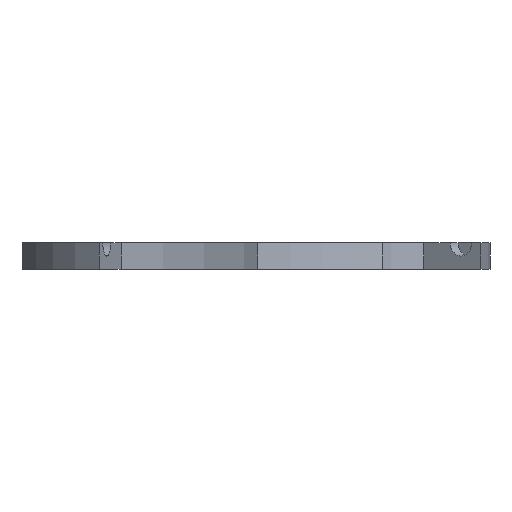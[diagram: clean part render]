
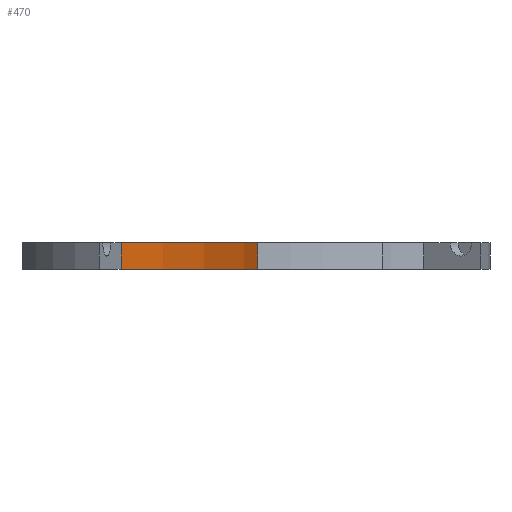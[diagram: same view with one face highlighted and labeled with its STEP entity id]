
A CAD part, left-side view. The second image highlights one B-rep face of the part: STEP entity #470.
In plain terms, the highlighted cylindrical face has radius 31.08 mm (diameter 62.16 mm), a partial arc.
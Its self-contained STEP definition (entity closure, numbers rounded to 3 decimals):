
#16 = CARTESIAN_POINT ( 'NONE',  ( -19.805, -3.554, 3. ) ) ;
#180 = VERTEX_POINT ( 'NONE', #417 ) ;
#213 = EDGE_LOOP ( 'NONE', ( #341, #2089, #1763, #812 ) ) ;
#249 = CARTESIAN_POINT ( 'NONE',  ( -45.014, 14.626, 3. ) ) ;
#288 = EDGE_CURVE ( 'NONE', #180, #1704, #1185, .T. ) ;
#341 = ORIENTED_EDGE ( 'NONE', *, *, #288, .T. ) ;
#344 = CARTESIAN_POINT ( 'NONE',  ( -45.014, 14.626, 3. ) ) ;
#390 = CYLINDRICAL_SURFACE ( 'NONE', #1493, 31.08 ) ;
#417 = CARTESIAN_POINT ( 'NONE',  ( -13.934, 14.516, 0. ) ) ;
#460 = DIRECTION ( 'NONE',  ( 0., 0., -1. ) ) ;
#470 = ADVANCED_FACE ( 'NONE', ( #2051 ), #390, .F. ) ;
#481 = EDGE_CURVE ( 'NONE', #685, #1704, #1680, .T. ) ;
#685 = VERTEX_POINT ( 'NONE', #880 ) ;
#763 = DIRECTION ( 'NONE',  ( 0., 0., -1. ) ) ;
#807 = DIRECTION ( 'NONE',  ( 1., 0., 0. ) ) ;
#812 = ORIENTED_EDGE ( 'NONE', *, *, #928, .T. ) ;
#821 = LINE ( 'NONE', #1215, #1933 ) ;
#880 = CARTESIAN_POINT ( 'NONE',  ( -19.805, -3.554, 3. ) ) ;
#928 = EDGE_CURVE ( 'NONE', #1562, #180, #821, .T. ) ;
#986 = CARTESIAN_POINT ( 'NONE',  ( -45.014, 14.626, 0. ) ) ;
#990 = DIRECTION ( 'NONE',  ( 0., 0., -1. ) ) ;
#1120 = DIRECTION ( 'NONE',  ( -1., 0., 0. ) ) ;
#1185 = CIRCLE ( 'NONE', #1800, 31.08 ) ;
#1212 = DIRECTION ( 'NONE',  ( 1., 0., 0. ) ) ;
#1215 = CARTESIAN_POINT ( 'NONE',  ( -13.934, 14.516, 3. ) ) ;
#1319 = EDGE_CURVE ( 'NONE', #1562, #685, #2411, .T. ) ;
#1477 = DIRECTION ( 'NONE',  ( 0., 0., -1. ) ) ;
#1493 = AXIS2_PLACEMENT_3D ( 'NONE', #344, #1477, #1120 ) ;
#1562 = VERTEX_POINT ( 'NONE', #1871 ) ;
#1616 = VECTOR ( 'NONE', #763, 1000. ) ;
#1680 = LINE ( 'NONE', #16, #1616 ) ;
#1704 = VERTEX_POINT ( 'NONE', #1847 ) ;
#1728 = DIRECTION ( 'NONE',  ( 0., 0., -1. ) ) ;
#1763 = ORIENTED_EDGE ( 'NONE', *, *, #1319, .F. ) ;
#1800 = AXIS2_PLACEMENT_3D ( 'NONE', #986, #460, #1212 ) ;
#1847 = CARTESIAN_POINT ( 'NONE',  ( -19.805, -3.554, 0. ) ) ;
#1871 = CARTESIAN_POINT ( 'NONE',  ( -13.934, 14.516, 3. ) ) ;
#1933 = VECTOR ( 'NONE', #1728, 1000. ) ;
#2051 = FACE_OUTER_BOUND ( 'NONE', #213, .T. ) ;
#2089 = ORIENTED_EDGE ( 'NONE', *, *, #481, .F. ) ;
#2142 = AXIS2_PLACEMENT_3D ( 'NONE', #249, #990, #807 ) ;
#2411 = CIRCLE ( 'NONE', #2142, 31.08 ) ;
